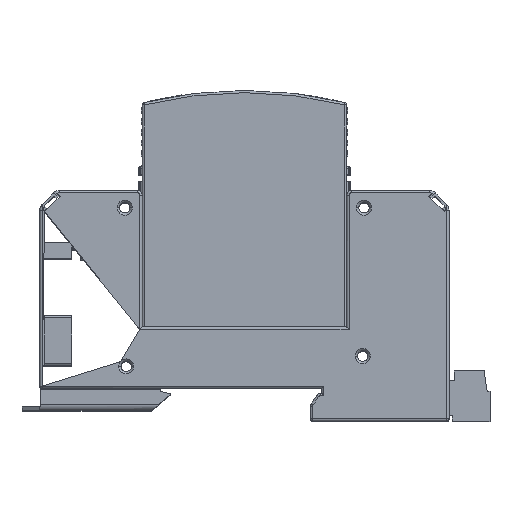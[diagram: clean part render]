
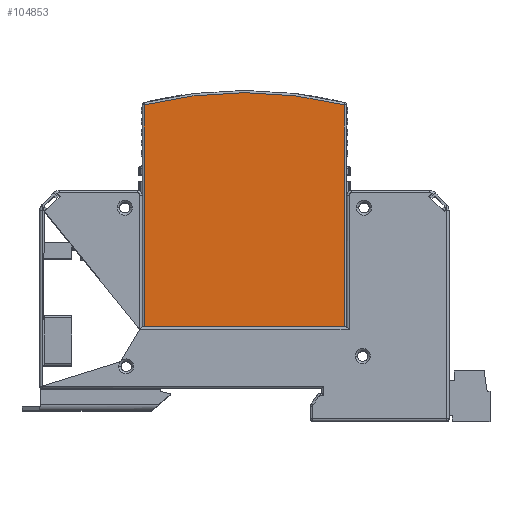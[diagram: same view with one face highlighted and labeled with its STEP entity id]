
A CAD part, top view. The second image highlights one B-rep face of the part: STEP entity #104853.
In plain terms, the highlighted face is planar.
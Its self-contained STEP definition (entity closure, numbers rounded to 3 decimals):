
#101766=CARTESIAN_POINT('',(0.,-8.9,-39.802));
#101767=DIRECTION('',(0.,1.,0.));
#101768=DIRECTION('',(-0.241,0.,0.971));
#101769=AXIS2_PLACEMENT_3D('',#101766,#101767,#101768);
#101774=DIRECTION('',(-1.,0.,0.));
#101775=VECTOR('',#101774,44.);
#101776=CARTESIAN_POINT('',(22.,-8.9,0.));
#101777=LINE('',#101776,#101775);
#101813=DIRECTION('',(0.,0.,-1.));
#101814=VECTOR('',#101813,48.81);
#101815=CARTESIAN_POINT('',(-22.,-8.9,48.81));
#101816=LINE('',#101815,#101814);
#102138=DIRECTION('',(0.,0.,1.));
#102139=VECTOR('',#102138,48.81);
#102140=CARTESIAN_POINT('',(22.,-8.9,0.));
#102141=LINE('',#102140,#102139);
#104424=CARTESIAN_POINT('',(-22.,-8.9,48.81));
#104425=CARTESIAN_POINT('',(22.,-8.9,48.81));
#104426=VERTEX_POINT('',#104424);
#104427=VERTEX_POINT('',#104425);
#104428=CARTESIAN_POINT('',(22.,-8.9,0.));
#104429=VERTEX_POINT('',#104428);
#104430=CARTESIAN_POINT('',(-22.,-8.9,0.));
#104431=VERTEX_POINT('',#104430);
#104838=CARTESIAN_POINT('',(0.,-8.9,0.));
#104839=DIRECTION('',(0.,1.,0.));
#104840=DIRECTION('',(-1.,0.,0.));
#104841=AXIS2_PLACEMENT_3D('',#104838,#104839,#104840);
#104842=PLANE('',#104841);
#104844=ORIENTED_EDGE('',*,*,#104843,.T.);
#104846=ORIENTED_EDGE('',*,*,#104845,.F.);
#104848=ORIENTED_EDGE('',*,*,#104847,.T.);
#104850=ORIENTED_EDGE('',*,*,#104849,.F.);
#104851=EDGE_LOOP('',(#104844,#104846,#104848,#104850));
#104852=FACE_OUTER_BOUND('',#104851,.F.);
#101770=CIRCLE('',#101769,91.302);
#104843=EDGE_CURVE('',#104426,#104427,#101770,.T.);
#104845=EDGE_CURVE('',#104429,#104427,#102141,.T.);
#104847=EDGE_CURVE('',#104429,#104431,#101777,.T.);
#104849=EDGE_CURVE('',#104426,#104431,#101816,.T.);
#104853=ADVANCED_FACE('',(#104852),#104842,.F.);
